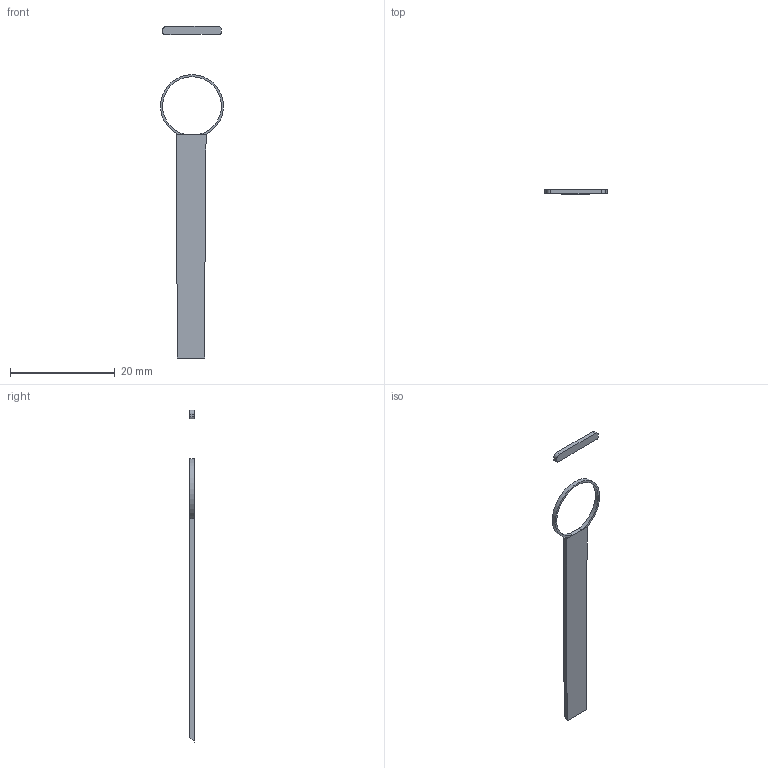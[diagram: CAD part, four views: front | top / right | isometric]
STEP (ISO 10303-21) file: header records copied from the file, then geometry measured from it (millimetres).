
FILE_DESCRIPTION(/* description */ ('STEP AP242','CAx-IF Rec.Pracs.---Representation and Presentation of Product Manufacturing Information (PMI)---4.0---2014-10-13','CAx-IF Rec.Pracs.---3D Tessellated Geometry---0.4---2014-09-14','2;1'),/* implementation_level */ '2;1');
FILE_NAME(/* name */ '667ec663e8347366bafe8838',/* time_stamp */ '2024-06-28T14:19:16Z',/* author */ (''),/* organization */ (''),/* preprocessor_version */ 'ST-DEVELOPER v20',/* originating_system */ ' ',/* authorisation */ ' ');
FILE_SCHEMA (('AP242_MANAGED_MODEL_BASED_3D_ENGINEERING_MIM_LF { 1 0 10303 442 1 1 4 }'));
Length unit declared in the file: metre
Products named in the file (4): Part 8; Part 6; Part 7; Part 9
Bounding box: 11.99 x 0.8 x 63.36 mm (x, y, z)
Volume: 206.9 mm3; surface area: 669.3 mm2
Topology: 3 solids, 3 shells, 27 faces, 63 edges, 42 vertices
Faces by surface type: plane 21, cylinder 6
Entity records: 5640 total; most frequent: CARTESIAN_POINT 2184, ORIENTED_EDGE 702, DIRECTION 641, EDGE_CURVE 351, LINE 267, VECTOR 267, VERTEX_POINT 238, AXIS2_PLACEMENT_3D 187
